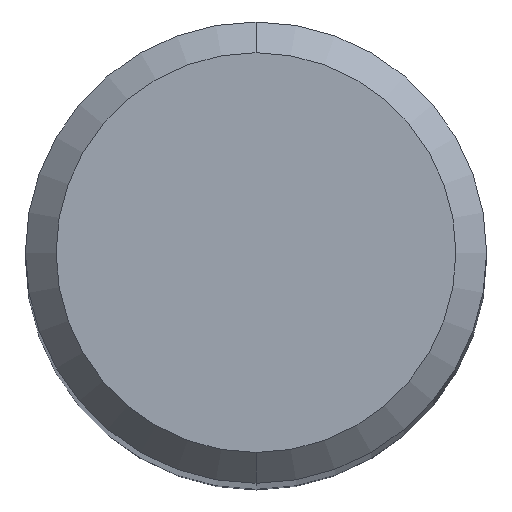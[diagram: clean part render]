
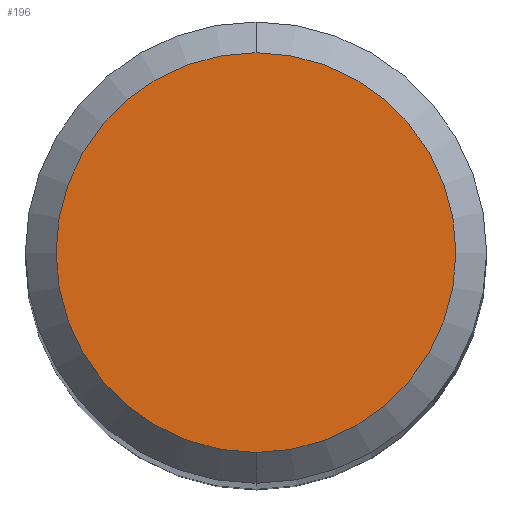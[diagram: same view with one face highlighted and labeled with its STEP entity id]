
A CAD part, top view. The second image highlights one B-rep face of the part: STEP entity #196.
In plain terms, the highlighted planar face has unit normal (0, 0, 1).
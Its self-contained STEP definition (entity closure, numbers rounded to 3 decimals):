
#196=ADVANCED_FACE('',(#499),#500,.T.);
#284=VERTEX_POINT('',#594);
#388=VERTEX_POINT('',#716);
#428=EDGE_CURVE('',#284,#388,#756,.T.);
#448=EDGE_CURVE('',#388,#284,#779,.T.);
#499=FACE_OUTER_BOUND('',#842,.T.);
#500=PLANE('',#843);
#594=CARTESIAN_POINT('',(0.,-2.6,0.0));
#716=CARTESIAN_POINT('',(0.0,2.6,0.0));
#756=CIRCLE('',#1384,2.6);
#779=CIRCLE('',#1411,2.6);
#842=EDGE_LOOP('',(#1447,#1448));
#843=AXIS2_PLACEMENT_3D('',#1449,#1450,#1451);
#1384=AXIS2_PLACEMENT_3D('',#1733,#1734,#1735);
#1411=AXIS2_PLACEMENT_3D('',#1764,#1765,#1766);
#1447=ORIENTED_EDGE('',*,*,#448,.F.);
#1448=ORIENTED_EDGE('',*,*,#428,.F.);
#1449=CARTESIAN_POINT('',(0.0,1.3,0.0));
#1450=DIRECTION('',(-0.0,0.0,1.0));
#1451=DIRECTION('',(0.0,-1.0,0.0));
#1733=CARTESIAN_POINT('',(0.0,0.0,0.0));
#1734=DIRECTION('',(0.0,0.0,-1.0));
#1735=DIRECTION('',(0.0,1.0,0.0));
#1764=CARTESIAN_POINT('',(0.0,0.0,0.0));
#1765=DIRECTION('',(0.0,0.0,-1.0));
#1766=DIRECTION('',(0.0,1.0,0.0));
